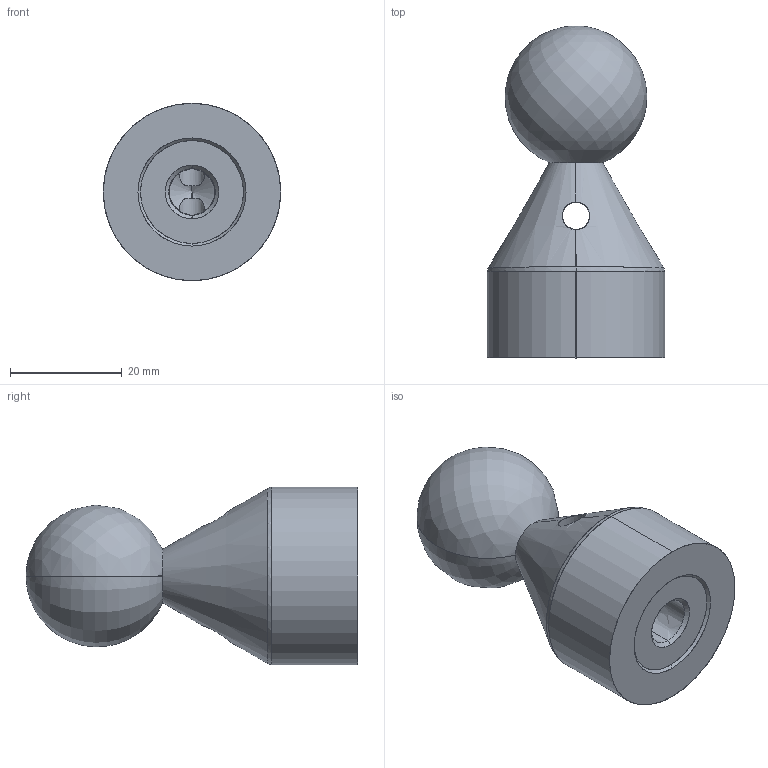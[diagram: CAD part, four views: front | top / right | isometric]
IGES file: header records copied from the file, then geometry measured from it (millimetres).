
Start section: SolidWorks IGES file using analytic representation for surfaces
Global section: file name: PM-PB-B100-R & PM-UB-B100-R.IGS; native system: SolidWorks 2006 by SolidWorks Corporation; preprocessor: SolidWorks 2006 by SolidWorks Corporation; author: rvillegas; date: 080114.225524; units: inch
Bounding box: 31.75 x 59.44 x 31.75 mm (x, y, z)
Surface area: 6567.4 mm2 (no closed solid volume)
Topology: 0 solids, 0 shells, 22 faces, 548 edges, 545 vertices
Faces by surface type: revolution 18, bspline 4
